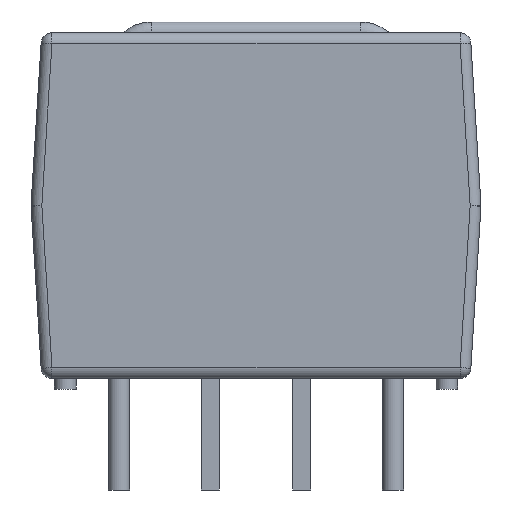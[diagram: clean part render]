
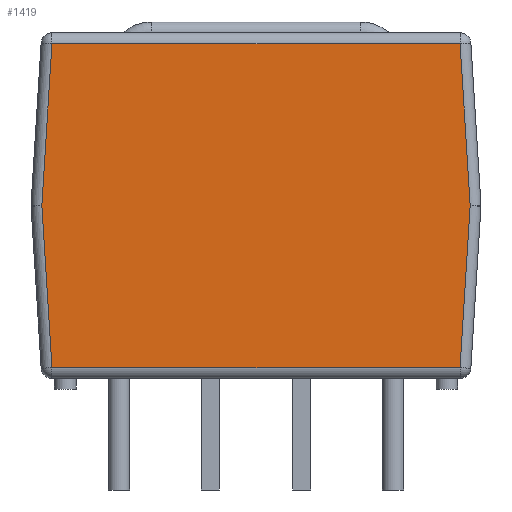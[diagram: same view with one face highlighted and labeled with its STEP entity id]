
A CAD part, left-side view. The second image highlights one B-rep face of the part: STEP entity #1419.
In plain terms, the highlighted planar face has unit normal (-1, 0, 0).
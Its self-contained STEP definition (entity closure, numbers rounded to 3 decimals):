
#267=FACE_OUTER_BOUND($,#388,.T.);
#388=EDGE_LOOP($,(#1221,#1222,#1223,#1224,#1225,#1226));
#468=LINE($,#2546,#574);
#471=LINE($,#2550,#577);
#481=LINE($,#2565,#587);
#483=LINE($,#2568,#589);
#493=LINE($,#2583,#599);
#494=LINE($,#2585,#600);
#574=VECTOR($,#1966,11.336);
#577=VECTOR($,#1971,4.509);
#587=VECTOR($,#1991,4.509);
#589=VECTOR($,#1995,4.509);
#599=VECTOR($,#2015,4.509);
#600=VECTOR($,#2018,11.336);
#687=VERTEX_POINT($,#2456);
#693=VERTEX_POINT($,#2470);
#695=VERTEX_POINT($,#2475);
#705=VERTEX_POINT($,#2498);
#707=VERTEX_POINT($,#2503);
#715=VERTEX_POINT($,#2523);
#867=EDGE_CURVE($,#707,#715,#468,.T.);
#870=EDGE_CURVE($,#715,#705,#471,.T.);
#880=EDGE_CURVE($,#695,#707,#481,.T.);
#882=EDGE_CURVE($,#705,#693,#483,.T.);
#892=EDGE_CURVE($,#687,#695,#493,.T.);
#893=EDGE_CURVE($,#693,#687,#494,.T.);
#1221=ORIENTED_EDGE($,*,*,#867,.F.);
#1222=ORIENTED_EDGE($,*,*,#880,.F.);
#1223=ORIENTED_EDGE($,*,*,#892,.F.);
#1224=ORIENTED_EDGE($,*,*,#893,.F.);
#1225=ORIENTED_EDGE($,*,*,#882,.F.);
#1226=ORIENTED_EDGE($,*,*,#870,.F.);
#1315=PLANE($,#1613);
#1419=ADVANCED_FACE($,(#267),#1315,.T.);
#1613=AXIS2_PLACEMENT_3D($,#2595,#2032,#2033);
#1966=DIRECTION($,(0.,1.,0.));
#1971=DIRECTION($,(0.,0.062,0.998));
#1991=DIRECTION($,(0.,0.062,-0.998));
#1995=DIRECTION($,(0.,-0.062,0.998));
#2015=DIRECTION($,(0.,-0.062,-0.998));
#2018=DIRECTION($,(0.,-1.,0.));
#2032=DIRECTION('center_axis',(-1.,0.,0.));
#2033=DIRECTION('ref_axis',(0.,0.,-1.));
#2456=CARTESIAN_POINT('',(-3.8,-5.668,9.6));
#2470=CARTESIAN_POINT('',(-3.8,5.668,9.6));
#2475=CARTESIAN_POINT('',(-3.8,-5.949,5.1));
#2498=CARTESIAN_POINT('',(-3.8,5.949,5.1));
#2503=CARTESIAN_POINT('',(-3.8,-5.668,0.6));
#2523=CARTESIAN_POINT('',(-3.8,5.668,0.6));
#2546=CARTESIAN_POINT($,(-3.8,0.,0.6));
#2550=CARTESIAN_POINT($,(-3.8,5.863,3.724));
#2565=CARTESIAN_POINT($,(-3.8,-5.863,3.724));
#2568=CARTESIAN_POINT($,(-3.8,5.863,6.476));
#2583=CARTESIAN_POINT($,(-3.8,-5.863,6.476));
#2585=CARTESIAN_POINT($,(-3.8,0.,9.6));
#2595=CARTESIAN_POINT('Origin',(-3.8,0.,5.1));
